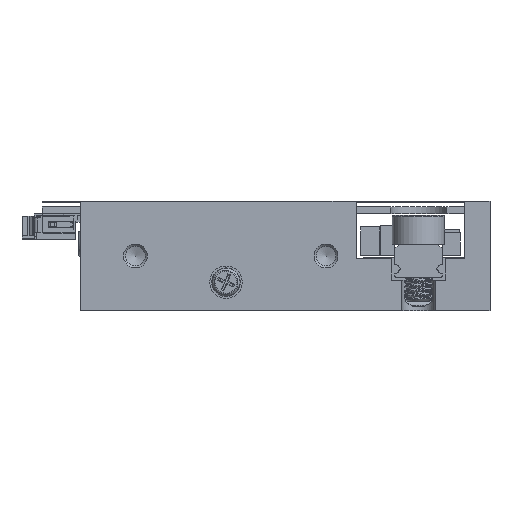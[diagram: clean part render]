
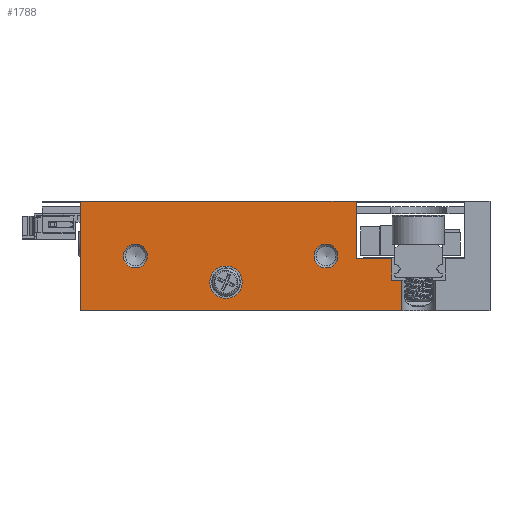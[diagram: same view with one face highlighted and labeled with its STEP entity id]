
A CAD part, left-side view. The second image highlights one B-rep face of the part: STEP entity #1788.
In plain terms, the highlighted planar face has unit normal (-1, 0, 0).
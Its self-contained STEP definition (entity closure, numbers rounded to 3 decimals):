
#1363=FACE_BOUND('',#5069,.T.);
#1364=FACE_BOUND('',#5070,.T.);
#1365=FACE_BOUND('',#5071,.T.);
#1366=FACE_BOUND('',#5072,.T.);
#1788=ADVANCED_FACE('',(#1363,#1364,#1365,#1366),#3022,.F.);
#3022=PLANE('',#24907);
#5069=EDGE_LOOP('',(#7133));
#5070=EDGE_LOOP('',(#7134));
#5071=EDGE_LOOP('',(#7135));
#5072=EDGE_LOOP('',(#7136,#7137,#7138,#7139,#7140,#7141,#7142,#7143));
#6545=CIRCLE('',#24904,1.7);
#6546=CIRCLE('',#24905,1.25);
#6547=CIRCLE('',#24906,1.25);
#7133=ORIENTED_EDGE('',*,*,#16030,.T.);
#7134=ORIENTED_EDGE('',*,*,#16031,.T.);
#7135=ORIENTED_EDGE('',*,*,#16032,.T.);
#7136=ORIENTED_EDGE('',*,*,#16006,.T.);
#7137=ORIENTED_EDGE('',*,*,#16033,.T.);
#7138=ORIENTED_EDGE('',*,*,#16034,.T.);
#7139=ORIENTED_EDGE('',*,*,#16035,.T.);
#7140=ORIENTED_EDGE('',*,*,#16036,.T.);
#7141=ORIENTED_EDGE('',*,*,#15984,.T.);
#7142=ORIENTED_EDGE('',*,*,#15954,.F.);
#7143=ORIENTED_EDGE('',*,*,#15964,.T.);
#13692=VERTEX_POINT('',#32960);
#13693=VERTEX_POINT('',#32962);
#13700=VERTEX_POINT('',#32979);
#13711=VERTEX_POINT('',#33017);
#13730=VERTEX_POINT('',#33061);
#13746=VERTEX_POINT('',#33108);
#13747=VERTEX_POINT('',#33110);
#13748=VERTEX_POINT('',#33112);
#13749=VERTEX_POINT('',#33114);
#13750=VERTEX_POINT('',#33116);
#13751=VERTEX_POINT('',#33118);
#15954=EDGE_CURVE('',#13692,#13693,#19275,.T.);
#15964=EDGE_CURVE('',#13692,#13700,#19283,.T.);
#15984=EDGE_CURVE('',#13711,#13693,#19299,.T.);
#16006=EDGE_CURVE('',#13700,#13730,#19310,.T.);
#16030=EDGE_CURVE('',#13746,#13746,#6545,.T.);
#16031=EDGE_CURVE('',#13747,#13747,#6546,.T.);
#16032=EDGE_CURVE('',#13748,#13748,#6547,.T.);
#16033=EDGE_CURVE('',#13730,#13749,#19329,.T.);
#16034=EDGE_CURVE('',#13749,#13750,#19330,.T.);
#16035=EDGE_CURVE('',#13750,#13751,#19331,.T.);
#16036=EDGE_CURVE('',#13751,#13711,#19332,.T.);
#19275=LINE('',#32961,#22081);
#19283=LINE('',#32980,#22089);
#19299=LINE('',#33016,#22105);
#19310=LINE('',#33062,#22116);
#19329=LINE('',#33113,#22135);
#19330=LINE('',#33115,#22136);
#19331=LINE('',#33117,#22137);
#19332=LINE('',#33119,#22138);
#22081=VECTOR('',#26652,1.);
#22089=VECTOR('',#26666,1.);
#22105=VECTOR('',#26702,1.);
#22116=VECTOR('',#26743,1.);
#22135=VECTOR('',#26790,1.);
#22136=VECTOR('',#26791,1.);
#22137=VECTOR('',#26792,1.);
#22138=VECTOR('',#26793,1.);
#24904=AXIS2_PLACEMENT_3D('',#33107,#26784,#26785);
#24905=AXIS2_PLACEMENT_3D('',#33109,#26786,#26787);
#24906=AXIS2_PLACEMENT_3D('',#33111,#26788,#26789);
#24907=AXIS2_PLACEMENT_3D('',#33120,#26794,#26795);
#26652=DIRECTION('',(0.,-1.,0.));
#26666=DIRECTION('',(0.,0.,-1.));
#26702=DIRECTION('',(0.,0.,1.));
#26743=DIRECTION('',(0.,-1.,0.));
#26784=DIRECTION('',(1.,0.,0.));
#26785=DIRECTION('',(0.,1.,0.));
#26786=DIRECTION('',(1.,0.,0.));
#26787=DIRECTION('',(0.,1.,0.));
#26788=DIRECTION('',(1.,0.,0.));
#26789=DIRECTION('',(0.,1.,0.));
#26790=DIRECTION('',(0.,0.,1.));
#26791=DIRECTION('',(0.,1.,0.));
#26792=DIRECTION('',(0.,0.,1.));
#26793=DIRECTION('',(0.,1.,0.));
#26794=DIRECTION('',(1.,0.,0.));
#26795=DIRECTION('',(0.,1.,0.));
#32960=CARTESIAN_POINT('',(-15.,43.,11.5));
#32961=CARTESIAN_POINT('',(-15.,43.,11.5));
#32962=CARTESIAN_POINT('',(-15.,14.05,11.5));
#32979=CARTESIAN_POINT('',(-15.,43.,0.));
#32980=CARTESIAN_POINT('',(-15.,43.,11.5));
#33016=CARTESIAN_POINT('',(-15.,14.05,5.5));
#33017=CARTESIAN_POINT('',(-15.,14.05,5.5));
#33061=CARTESIAN_POINT('',(-15.,9.25,0.));
#33062=CARTESIAN_POINT('',(-15.,43.,0.));
#33107=CARTESIAN_POINT('',(-15.,27.7,3.));
#33108=CARTESIAN_POINT('',(-15.,29.4,3.));
#33109=CARTESIAN_POINT('',(-15.,37.2,5.75));
#33110=CARTESIAN_POINT('',(-15.,38.45,5.75));
#33111=CARTESIAN_POINT('',(-15.,17.2,5.75));
#33112=CARTESIAN_POINT('',(-15.,18.45,5.75));
#33113=CARTESIAN_POINT('',(-15.,9.25,-0.32));
#33114=CARTESIAN_POINT('',(-15.,9.25,3.2));
#33115=CARTESIAN_POINT('',(-15.,4.7,3.2));
#33116=CARTESIAN_POINT('',(-15.,10.3,3.2));
#33117=CARTESIAN_POINT('',(-15.,10.3,3.2));
#33118=CARTESIAN_POINT('',(-15.,10.3,5.5));
#33119=CARTESIAN_POINT('',(-15.,10.3,5.5));
#33120=CARTESIAN_POINT('',(-15.,43.,11.5));
